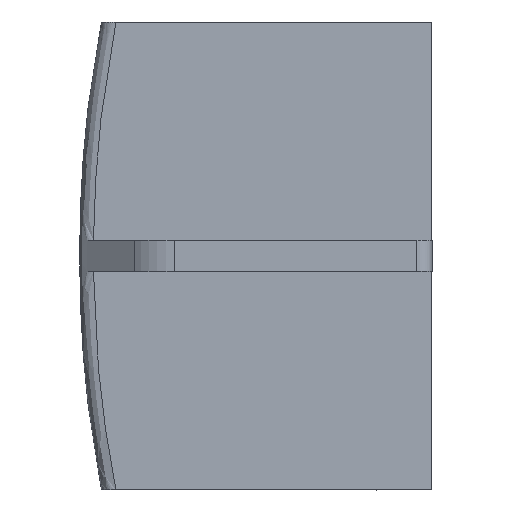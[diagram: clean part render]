
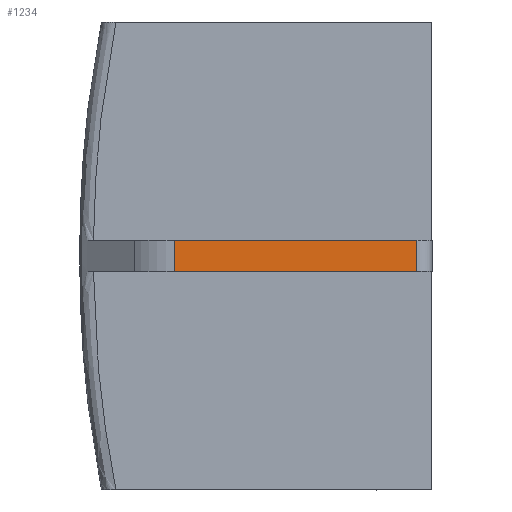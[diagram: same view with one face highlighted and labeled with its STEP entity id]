
A CAD part, top view. The second image highlights one B-rep face of the part: STEP entity #1234.
In plain terms, the highlighted planar face has unit normal (0.01, 0, 1).
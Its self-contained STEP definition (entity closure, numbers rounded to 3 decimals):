
#73 = PLANE('',#74);
#74 = AXIS2_PLACEMENT_3D('',#75,#76,#77);
#75 = CARTESIAN_POINT('',(9487.664,8634.907,
    84.639));
#76 = DIRECTION('',(0.,-1.,0.));
#77 = DIRECTION('',(1.,0.,-0.01)
  );
#127 = PLANE('',#128);
#128 = AXIS2_PLACEMENT_3D('',#129,#130,#131);
#129 = CARTESIAN_POINT('',(9597.659,8624.907,
    83.53));
#130 = DIRECTION('',(0.,1.,0.));
#131 = DIRECTION('',(-1.,0.,
    0.01));
#853 = VERTEX_POINT('',#854);
#854 = CARTESIAN_POINT('',(9592.659,8624.907,
    83.58));
#873 = CYLINDRICAL_SURFACE('',#874,5.);
#874 = AXIS2_PLACEMENT_3D('',#875,#876,#877);
#875 = CARTESIAN_POINT('',(9592.609,8614.907,
    78.58));
#876 = DIRECTION('',(0.,-1.,0.));
#877 = DIRECTION('',(-0.01,0.,
    -1.));
#964 = VERTEX_POINT('',#965);
#965 = CARTESIAN_POINT('',(9515.015,8624.907,
    84.363));
#984 = CYLINDRICAL_SURFACE('',#985,20.);
#985 = AXIS2_PLACEMENT_3D('',#986,#987,#988);
#986 = CARTESIAN_POINT('',(9514.813,8624.907,
    64.364));
#987 = DIRECTION('',(0.,-1.,0.));
#988 = DIRECTION('',(1.,0.,-0.01
    ));
#996 = EDGE_CURVE('',#964,#853,#997,.T.);
#997 = SURFACE_CURVE('',#998,(#1002,#1009),.PCURVE_S1.);
#998 = LINE('',#999,#1000);
#999 = CARTESIAN_POINT('',(9515.015,8624.907,
    84.363));
#1000 = VECTOR('',#1001,1.);
#1001 = DIRECTION('',(1.,0.,-0.01));
#1002 = PCURVE('',#127,#1003);
#1003 = DEFINITIONAL_REPRESENTATION('',(#1004),#1008);
#1004 = LINE('',#1005,#1006);
#1005 = CARTESIAN_POINT('',(82.648,0.));
#1006 = VECTOR('',#1007,1.);
#1007 = DIRECTION('',(-1.,0.));
#1008 = ( GEOMETRIC_REPRESENTATION_CONTEXT(2) 
PARAMETRIC_REPRESENTATION_CONTEXT() REPRESENTATION_CONTEXT('2D SPACE',''
  ) );
#1009 = PCURVE('',#1010,#1015);
#1010 = PLANE('',#1011);
#1011 = AXIS2_PLACEMENT_3D('',#1012,#1013,#1014);
#1012 = CARTESIAN_POINT('',(9544.598,8614.907,
    84.065));
#1013 = DIRECTION('',(-0.01,0.,
    -1.));
#1014 = DIRECTION('',(-1.,0.,
    0.01));
#1015 = DEFINITIONAL_REPRESENTATION('',(#1016),#1020);
#1016 = LINE('',#1017,#1018);
#1017 = CARTESIAN_POINT('',(29.585,10.));
#1018 = VECTOR('',#1019,1.);
#1019 = DIRECTION('',(-1.,0.));
#1020 = ( GEOMETRIC_REPRESENTATION_CONTEXT(2) 
PARAMETRIC_REPRESENTATION_CONTEXT() REPRESENTATION_CONTEXT('2D SPACE',''
  ) );
#1136 = VERTEX_POINT('',#1137);
#1137 = CARTESIAN_POINT('',(9592.659,8634.907,
    83.58));
#1163 = EDGE_CURVE('',#1136,#1164,#1166,.T.);
#1164 = VERTEX_POINT('',#1165);
#1165 = CARTESIAN_POINT('',(9515.015,8634.907,
    84.363));
#1166 = SURFACE_CURVE('',#1167,(#1171,#1178),.PCURVE_S1.);
#1167 = LINE('',#1168,#1169);
#1168 = CARTESIAN_POINT('',(9592.659,8634.907,
    83.58));
#1169 = VECTOR('',#1170,1.);
#1170 = DIRECTION('',(-1.,0.,0.01));
#1171 = PCURVE('',#73,#1172);
#1172 = DEFINITIONAL_REPRESENTATION('',(#1173),#1177);
#1173 = LINE('',#1174,#1175);
#1174 = CARTESIAN_POINT('',(105.,0.));
#1175 = VECTOR('',#1176,1.);
#1176 = DIRECTION('',(-1.,0.));
#1177 = ( GEOMETRIC_REPRESENTATION_CONTEXT(2) 
PARAMETRIC_REPRESENTATION_CONTEXT() REPRESENTATION_CONTEXT('2D SPACE',''
  ) );
#1178 = PCURVE('',#1010,#1179);
#1179 = DEFINITIONAL_REPRESENTATION('',(#1180),#1184);
#1180 = LINE('',#1181,#1182);
#1181 = CARTESIAN_POINT('',(-48.063,20.));
#1182 = VECTOR('',#1183,1.);
#1183 = DIRECTION('',(1.,0.));
#1184 = ( GEOMETRIC_REPRESENTATION_CONTEXT(2) 
PARAMETRIC_REPRESENTATION_CONTEXT() REPRESENTATION_CONTEXT('2D SPACE',''
  ) );
#1234 = ADVANCED_FACE('',(#1235),#1010,.F.);
#1235 = FACE_BOUND('',#1236,.F.);
#1236 = EDGE_LOOP('',(#1237,#1258,#1259,#1280));
#1237 = ORIENTED_EDGE('',*,*,#1238,.F.);
#1238 = EDGE_CURVE('',#853,#1136,#1239,.T.);
#1239 = SURFACE_CURVE('',#1240,(#1244,#1251),.PCURVE_S1.);
#1240 = LINE('',#1241,#1242);
#1241 = CARTESIAN_POINT('',(9592.659,8624.907,
    83.58));
#1242 = VECTOR('',#1243,1.);
#1243 = DIRECTION('',(0.,1.,0.));
#1244 = PCURVE('',#1010,#1245);
#1245 = DEFINITIONAL_REPRESENTATION('',(#1246),#1250);
#1246 = LINE('',#1247,#1248);
#1247 = CARTESIAN_POINT('',(-48.063,10.));
#1248 = VECTOR('',#1249,1.);
#1249 = DIRECTION('',(0.,1.));
#1250 = ( GEOMETRIC_REPRESENTATION_CONTEXT(2) 
PARAMETRIC_REPRESENTATION_CONTEXT() REPRESENTATION_CONTEXT('2D SPACE',''
  ) );
#1251 = PCURVE('',#873,#1252);
#1252 = DEFINITIONAL_REPRESENTATION('',(#1253),#1257);
#1253 = LINE('',#1254,#1255);
#1254 = CARTESIAN_POINT('',(3.142,-10.));
#1255 = VECTOR('',#1256,1.);
#1256 = DIRECTION('',(0.,-1.));
#1257 = ( GEOMETRIC_REPRESENTATION_CONTEXT(2) 
PARAMETRIC_REPRESENTATION_CONTEXT() REPRESENTATION_CONTEXT('2D SPACE',''
  ) );
#1258 = ORIENTED_EDGE('',*,*,#996,.F.);
#1259 = ORIENTED_EDGE('',*,*,#1260,.F.);
#1260 = EDGE_CURVE('',#1164,#964,#1261,.T.);
#1261 = SURFACE_CURVE('',#1262,(#1266,#1273),.PCURVE_S1.);
#1262 = LINE('',#1263,#1264);
#1263 = CARTESIAN_POINT('',(9515.015,8634.907,
    84.363));
#1264 = VECTOR('',#1265,1.);
#1265 = DIRECTION('',(0.,-1.,0.));
#1266 = PCURVE('',#1010,#1267);
#1267 = DEFINITIONAL_REPRESENTATION('',(#1268),#1272);
#1268 = LINE('',#1269,#1270);
#1269 = CARTESIAN_POINT('',(29.585,20.));
#1270 = VECTOR('',#1271,1.);
#1271 = DIRECTION('',(0.,-1.));
#1272 = ( GEOMETRIC_REPRESENTATION_CONTEXT(2) 
PARAMETRIC_REPRESENTATION_CONTEXT() REPRESENTATION_CONTEXT('2D SPACE',''
  ) );
#1273 = PCURVE('',#984,#1274);
#1274 = DEFINITIONAL_REPRESENTATION('',(#1275),#1279);
#1275 = LINE('',#1276,#1277);
#1276 = CARTESIAN_POINT('',(1.571,-10.));
#1277 = VECTOR('',#1278,1.);
#1278 = DIRECTION('',(0.,1.));
#1279 = ( GEOMETRIC_REPRESENTATION_CONTEXT(2) 
PARAMETRIC_REPRESENTATION_CONTEXT() REPRESENTATION_CONTEXT('2D SPACE',''
  ) );
#1280 = ORIENTED_EDGE('',*,*,#1163,.F.);
